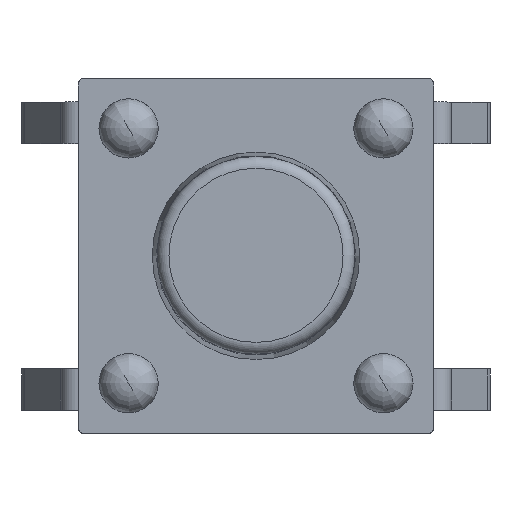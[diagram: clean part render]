
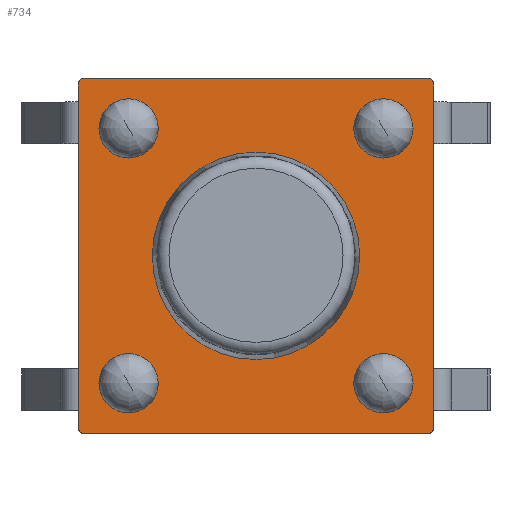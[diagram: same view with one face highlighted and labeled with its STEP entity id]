
A CAD part, top view. The second image highlights one B-rep face of the part: STEP entity #734.
In plain terms, the highlighted planar face has unit normal (0, 0, 1).
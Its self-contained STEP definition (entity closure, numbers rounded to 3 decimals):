
#734=ADVANCED_FACE('',(#2306,#2308,#2310,#2312,#2314,#2316),#2318,.T.);
#2306=FACE_BOUND('',#2307,.T.);
#2307=EDGE_LOOP('',(#3124,#3125,#3126,#3127,#3128,#3129,#3130,#3131));
#2308=FACE_BOUND('',#2309,.T.);
#2309=EDGE_LOOP('',(#3132));
#2310=FACE_BOUND('',#2311,.T.);
#2311=EDGE_LOOP('',(#3133));
#2312=FACE_BOUND('',#2313,.T.);
#2313=EDGE_LOOP('',(#3134));
#2314=FACE_BOUND('',#2315,.T.);
#2315=EDGE_LOOP('',(#3135));
#2316=FACE_BOUND('',#2317,.T.);
#2317=EDGE_LOOP('',(#3136));
#2318=PLANE('',#2319);
#2319=AXIS2_PLACEMENT_3D('',#2320,#2321,#2322);
#2320=CARTESIAN_POINT('',(0.,0.,3.5));
#2321=DIRECTION('',(0.,0.,1.));
#2322=DIRECTION('',(1.,0.,0.));
#3124=ORIENTED_EDGE('',*,*,#3617,.T.);
#3125=ORIENTED_EDGE('',*,*,#3618,.T.);
#3126=ORIENTED_EDGE('',*,*,#3619,.T.);
#3127=ORIENTED_EDGE('',*,*,#3620,.T.);
#3128=ORIENTED_EDGE('',*,*,#3621,.T.);
#3129=ORIENTED_EDGE('',*,*,#3622,.T.);
#3130=ORIENTED_EDGE('',*,*,#3623,.T.);
#3131=ORIENTED_EDGE('',*,*,#3624,.T.);
#3132=ORIENTED_EDGE('',*,*,#3625,.T.);
#3133=ORIENTED_EDGE('',*,*,#3626,.T.);
#3134=ORIENTED_EDGE('',*,*,#3627,.T.);
#3135=ORIENTED_EDGE('',*,*,#3628,.T.);
#3136=ORIENTED_EDGE('',*,*,#3629,.T.);
#3617=EDGE_CURVE('',#4057,#4058,#4059,.T.);
#3618=EDGE_CURVE('',#4058,#4060,#4061,.T.);
#3619=EDGE_CURVE('',#4060,#4062,#4063,.T.);
#3620=EDGE_CURVE('',#4062,#4064,#4065,.T.);
#3621=EDGE_CURVE('',#4064,#4066,#4067,.T.);
#3622=EDGE_CURVE('',#4066,#4068,#4069,.T.);
#3623=EDGE_CURVE('',#4068,#4070,#4071,.T.);
#3624=EDGE_CURVE('',#4070,#4057,#4072,.T.);
#3625=EDGE_CURVE('',#4073,#4073,#4074,.F.);
#3626=EDGE_CURVE('',#4075,#4075,#4076,.F.);
#3627=EDGE_CURVE('',#4077,#4077,#4078,.F.);
#3628=EDGE_CURVE('',#4079,#4079,#4080,.F.);
#3629=EDGE_CURVE('',#4081,#4081,#4082,.F.);
#4057=VERTEX_POINT('',#4974);
#4058=VERTEX_POINT('',#4975);
#4059=CIRCLE('',#4976,0.1);
#4060=VERTEX_POINT('',#4980);
#4061=LINE('',#4981,#4982);
#4062=VERTEX_POINT('',#4984);
#4063=CIRCLE('',#4985,0.1);
#4064=VERTEX_POINT('',#4989);
#4065=LINE('',#4990,#4991);
#4066=VERTEX_POINT('',#4993);
#4067=CIRCLE('',#4994,0.1);
#4068=VERTEX_POINT('',#4998);
#4069=LINE('',#4999,#5000);
#4070=VERTEX_POINT('',#5002);
#4071=CIRCLE('',#5003,0.1);
#4072=LINE('',#5007,#5008);
#4073=VERTEX_POINT('',#5010);
#4074=CIRCLE('',#5011,1.75);
#4075=VERTEX_POINT('',#5015);
#4076=CIRCLE('',#5016,0.4);
#4077=VERTEX_POINT('',#5020);
#4078=CIRCLE('',#5021,0.4);
#4079=VERTEX_POINT('',#5025);
#4080=CIRCLE('',#5026,0.4);
#4081=VERTEX_POINT('',#5030);
#4082=CIRCLE('',#5031,0.4);
#4974=CARTESIAN_POINT('',(2.9,-3.,3.5));
#4975=CARTESIAN_POINT('',(3.,-2.9,3.5));
#4976=AXIS2_PLACEMENT_3D('',#4977,#4978,#4979);
#4977=CARTESIAN_POINT('',(2.9,-2.9,3.5));
#4978=DIRECTION('',(0.,0.,1.));
#4979=DIRECTION('',(0.,-1.,0.));
#4980=CARTESIAN_POINT('',(3.,2.9,3.5));
#4981=CARTESIAN_POINT('',(3.,-2.9,3.5));
#4982=VECTOR('',#4983,1.);
#4983=DIRECTION('',(0.,1.,0.));
#4984=CARTESIAN_POINT('',(2.9,3.,3.5));
#4985=AXIS2_PLACEMENT_3D('',#4986,#4987,#4988);
#4986=CARTESIAN_POINT('',(2.9,2.9,3.5));
#4987=DIRECTION('',(0.,0.,1.));
#4988=DIRECTION('',(1.,0.,0.));
#4989=CARTESIAN_POINT('',(-2.9,3.,3.5));
#4990=CARTESIAN_POINT('',(2.9,3.,3.5));
#4991=VECTOR('',#4992,1.);
#4992=DIRECTION('',(-1.,0.,0.));
#4993=CARTESIAN_POINT('',(-3.,2.9,3.5));
#4994=AXIS2_PLACEMENT_3D('',#4995,#4996,#4997);
#4995=CARTESIAN_POINT('',(-2.9,2.9,3.5));
#4996=DIRECTION('',(0.,0.,1.));
#4997=DIRECTION('',(0.,1.,0.));
#4998=CARTESIAN_POINT('',(-3.,-2.9,3.5));
#4999=CARTESIAN_POINT('',(-3.,2.9,3.5));
#5000=VECTOR('',#5001,1.);
#5001=DIRECTION('',(0.,-1.,0.));
#5002=CARTESIAN_POINT('',(-2.9,-3.,3.5));
#5003=AXIS2_PLACEMENT_3D('',#5004,#5005,#5006);
#5004=CARTESIAN_POINT('',(-2.9,-2.9,3.5));
#5005=DIRECTION('',(0.,0.,1.));
#5006=DIRECTION('',(-1.,0.,0.));
#5007=CARTESIAN_POINT('',(-2.9,-3.,3.5));
#5008=VECTOR('',#5009,1.);
#5009=DIRECTION('',(1.,0.,0.));
#5010=CARTESIAN_POINT('',(1.75,0.,3.5));
#5011=AXIS2_PLACEMENT_3D('',#5012,#5013,#5014);
#5012=CARTESIAN_POINT('',(0.,0.,3.5));
#5013=DIRECTION('',(0.,0.,1.));
#5014=DIRECTION('',(1.,0.,0.));
#5015=CARTESIAN_POINT('',(-1.75,2.15,3.5));
#5016=AXIS2_PLACEMENT_3D('',#5017,#5018,#5019);
#5017=CARTESIAN_POINT('',(-2.15,2.15,3.5));
#5018=DIRECTION('',(0.,0.,1.));
#5019=DIRECTION('',(1.,0.,0.));
#5020=CARTESIAN_POINT('',(-1.75,-2.15,3.5));
#5021=AXIS2_PLACEMENT_3D('',#5022,#5023,#5024);
#5022=CARTESIAN_POINT('',(-2.15,-2.15,3.5));
#5023=DIRECTION('',(0.,0.,1.));
#5024=DIRECTION('',(1.,0.,0.));
#5025=CARTESIAN_POINT('',(2.55,2.15,3.5));
#5026=AXIS2_PLACEMENT_3D('',#5027,#5028,#5029);
#5027=CARTESIAN_POINT('',(2.15,2.15,3.5));
#5028=DIRECTION('',(0.,0.,1.));
#5029=DIRECTION('',(1.,0.,0.));
#5030=CARTESIAN_POINT('',(2.55,-2.15,3.5));
#5031=AXIS2_PLACEMENT_3D('',#5032,#5033,#5034);
#5032=CARTESIAN_POINT('',(2.15,-2.15,3.5));
#5033=DIRECTION('',(0.,0.,1.));
#5034=DIRECTION('',(1.,0.,0.));
